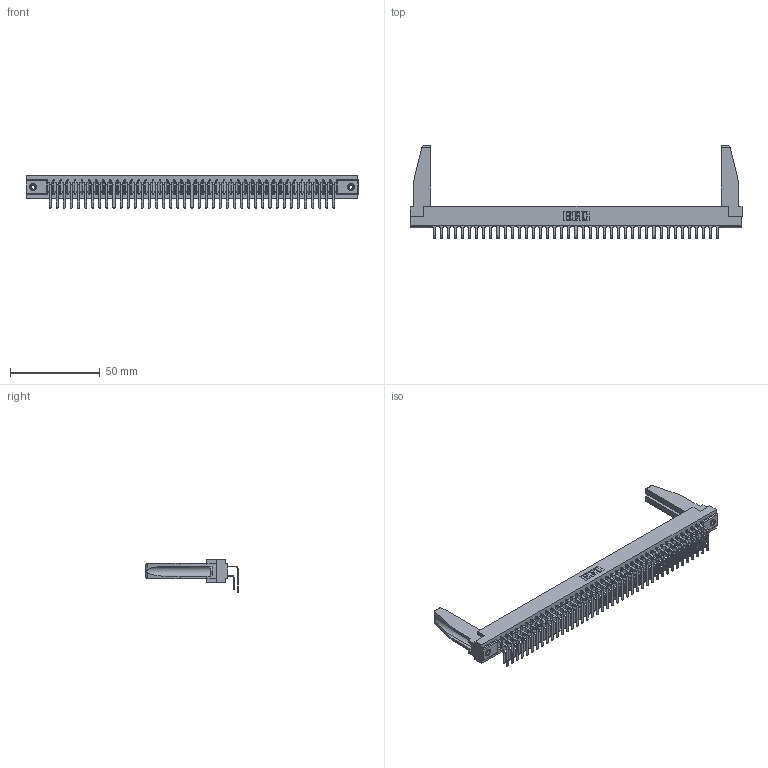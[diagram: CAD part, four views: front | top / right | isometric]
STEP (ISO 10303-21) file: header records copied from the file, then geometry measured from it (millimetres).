
FILE_DESCRIPTION (( 'STEP AP203' ), '1' );
FILE_NAME ('357-041-459-178.STEP', '2020-10-03T08:09:51', ( '' ), ( '' ), 'SwSTEP 2.0', 'SolidWorks 2020', '' );
FILE_SCHEMA (( 'CONFIG_CONTROL_DESIGN' ));
Length unit declared in the file: inch
Products named in the file (6): 307 Part_.156 Dia Mounting Holes; 307-290-001_558 559 - 1 (Single); 307-220-078; 307-290-001_559 - 2 (Single); 345-250-001_345-250-001-102; 357-041-459-178
Assembly tree (87 placements, depth 2):
  357-041-459-178
    307 Part_.156 Dia Mounting Holes
    307-290-001_558 559 - 1 (Single)  x41
    307-290-001_559 - 2 (Single)  x41
    307-220-078  x2
    345-250-001_345-250-001-102  x2
Bounding box: 185.47 x 51.4 x 18.07 mm (x, y, z)
Volume: 24072.4 mm3; surface area: 30492 mm2
Topology: 87 solids, 87 shells, 4390 faces, 12297 edges, 7966 vertices
Faces by surface type: plane 2860, cylinder 1430, sphere 84, cone 12, torus 4
Entity records: 40470 total; most frequent: CARTESIAN_POINT 6633, ORIENTED_EDGE 6532, DIRECTION 6450, EDGE_CURVE 3266, LINE 2508, VECTOR 2508, VERTEX_POINT 2112, AXIS2_PLACEMENT_3D 1971
